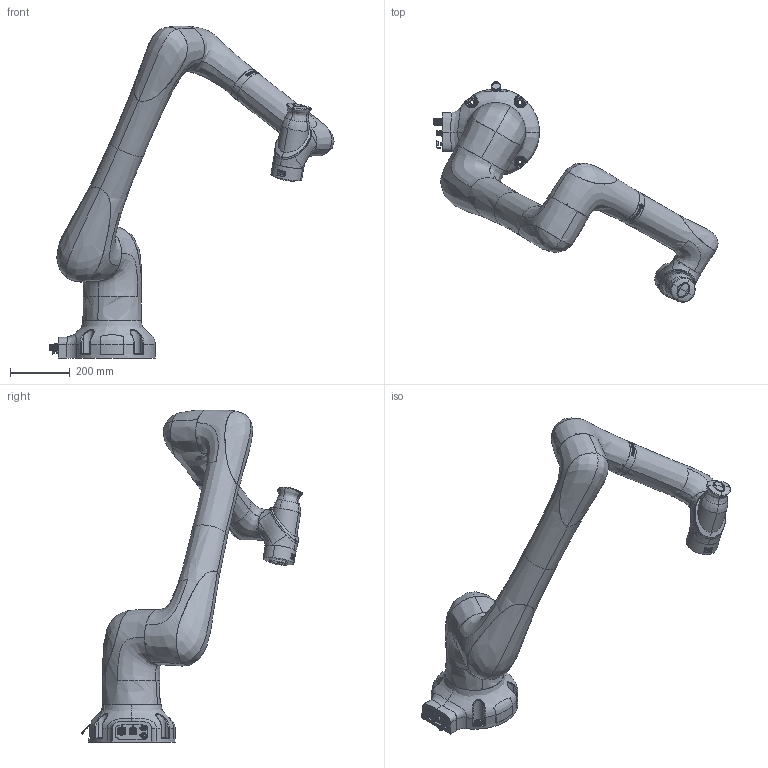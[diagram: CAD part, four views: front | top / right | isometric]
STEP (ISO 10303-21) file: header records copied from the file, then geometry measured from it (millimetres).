
FILE_DESCRIPTION (( 'STEP AP203' ), '1' );
FILE_NAME ('Auctech ACR12-1434.STEP', '2024-06-27T02:46:31', ( '' ), ( '' ), 'SwSTEP 2.0', 'SolidWorks 2023', '' );
FILE_SCHEMA (( 'CONFIG_CONTROL_DESIGN' ));
Products named in the file (8): ACR12-R1434_J6; Auctech ACR12-1434; ACR12-R1434_J!; ACR12-R1434_J5; ACR12-R1434_J2; ACR12-R1434_J3; ACR12-R1434_toolflange; ACR12-R1434_J4
Assembly tree (7 placements, depth 2):
  Auctech ACR12-1434
    ACR12-R1434_J!
    ACR12-R1434_J2
    ACR12-R1434_J3
    ACR12-R1434_J4
    ACR12-R1434_J5
    ACR12-R1434_J6
    ACR12-R1434_toolflange
Bounding box: 948.6 x 736.84 x 1108.77 mm (x, y, z)
Volume: 41010840.7 mm3; surface area: 1775244.9 mm2
Topology: 18 solids, 32 shells, 4024 faces, 11216 edges, 7445 vertices
Faces by surface type: plane 1959, cylinder 1022, bspline 842, cone 191, torus 10
Entity records: 209155 total; most frequent: CARTESIAN_POINT 118694, ORIENTED_EDGE 22378, DIRECTION 12578, EDGE_CURVE 11189, VERTEX_POINT 7445, B_SPLINE_CURVE_WITH_KNOTS 5827, EDGE_LOOP 4322, LINE 4316
